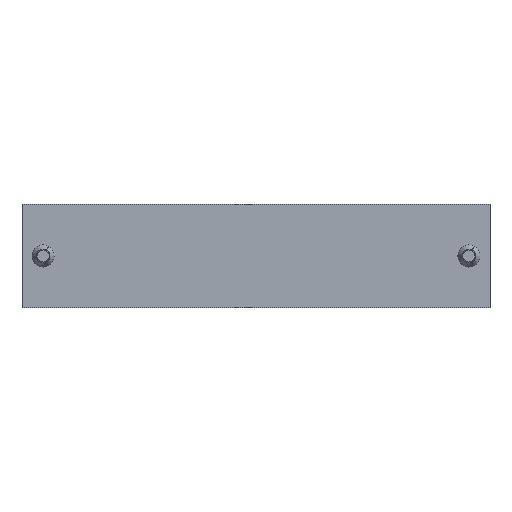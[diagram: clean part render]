
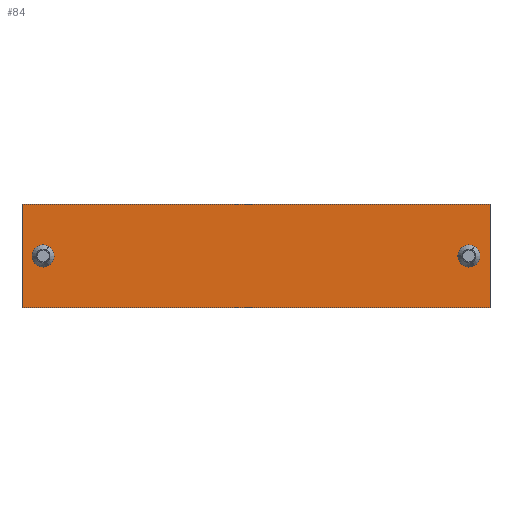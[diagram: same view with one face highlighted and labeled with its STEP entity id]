
A CAD part, front view. The second image highlights one B-rep face of the part: STEP entity #84.
In plain terms, the highlighted planar face has unit normal (0, -1, 0).
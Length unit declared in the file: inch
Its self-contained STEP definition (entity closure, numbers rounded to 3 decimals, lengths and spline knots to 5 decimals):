
#12 = CARTESIAN_POINT ( 'NONE',  ( -2.32, 0., -0.117 ) ) ;
#60 = FACE_BOUND ( 'NONE', #595, .T. ) ;
#84 = ADVANCED_FACE ( 'Face5', ( #515, #60, #1212 ), #758, .F. ) ;
#106 = CARTESIAN_POINT ( 'NONE',  ( -2.32, 0., 0. ) ) ;
#132 = EDGE_CURVE ( 'Edge11', #331, #1052, #389, .T. ) ;
#143 = CIRCLE ( 'NONE', #2033, 0.117 ) ;
#163 = ORIENTED_EDGE ( 'NONE', *, *, #132, .T. ) ;
#171 = VECTOR ( 'NONE', #2086, 39.37008 ) ;
#177 = VECTOR ( 'NONE', #865, 39.37008 ) ;
#211 = LINE ( 'NONE', #1388, #1208 ) ;
#215 = ORIENTED_EDGE ( 'NONE', *, *, #1900, .F. ) ;
#266 = CARTESIAN_POINT ( 'NONE',  ( -2.55, 0., 0.565 ) ) ;
#283 = VERTEX_POINT ( 'NONE', #1819 ) ;
#325 = CARTESIAN_POINT ( 'NONE',  ( -2.55, 0., 0.565 ) ) ;
#331 = VERTEX_POINT ( 'NONE', #801 ) ;
#339 = EDGE_CURVE ( 'Edge3', #1248, #283, #1163, .T. ) ;
#384 = CARTESIAN_POINT ( 'NONE',  ( 2.32, 0., -0.117 ) ) ;
#389 = CIRCLE ( 'NONE', #434, 0.117 ) ;
#390 = DIRECTION ( 'NONE',  ( 0., 0., 1. ) ) ;
#434 = AXIS2_PLACEMENT_3D ( 'NONE', #106, #1246, #605 ) ;
#515 = FACE_BOUND ( 'NONE', #1516, .T. ) ;
#558 = CARTESIAN_POINT ( 'NONE',  ( 2.55, 0., -0.565 ) ) ;
#580 = DIRECTION ( 'NONE',  ( 0., 1., 0. ) ) ;
#595 = EDGE_LOOP ( 'NONE', ( #1868, #1885 ) ) ;
#605 = DIRECTION ( 'NONE',  ( 0., 0., 1. ) ) ;
#730 = CARTESIAN_POINT ( 'NONE',  ( -2.32, 0., 0. ) ) ;
#758 = PLANE ( 'NONE',  #1298 ) ;
#785 = DIRECTION ( 'NONE',  ( 0., 0., 1. ) ) ;
#801 = CARTESIAN_POINT ( 'NONE',  ( -2.32, 0., 0.117 ) ) ;
#816 = EDGE_CURVE ( 'Edge9', #1196, #1616, #1203, .T. ) ;
#865 = DIRECTION ( 'NONE',  ( 0., 0., -1. ) ) ;
#871 = LINE ( 'NONE', #1737, #1779 ) ;
#928 = DIRECTION ( 'NONE',  ( 0., 0., 1. ) ) ;
#931 = AXIS2_PLACEMENT_3D ( 'NONE', #1291, #1803, #785 ) ;
#1052 = VERTEX_POINT ( 'NONE', #12 ) ;
#1068 = DIRECTION ( 'NONE',  ( 0., 1., 0. ) ) ;
#1163 = LINE ( 'NONE', #325, #171 ) ;
#1187 = EDGE_LOOP ( 'NONE', ( #215, #2044, #1544, #1662 ) ) ;
#1196 = VERTEX_POINT ( 'NONE', #384 ) ;
#1202 = DIRECTION ( 'NONE',  ( -1., 0., 0. ) ) ;
#1203 = CIRCLE ( 'NONE', #1257, 0.117 ) ;
#1208 = VECTOR ( 'NONE', #1202, 39.37008 ) ;
#1212 = FACE_OUTER_BOUND ( 'NONE', #1187, .T. ) ;
#1229 = EDGE_CURVE ( 'Edge6', #283, #1832, #1815, .T. ) ;
#1236 = CARTESIAN_POINT ( 'NONE',  ( 2.32, 0., 0. ) ) ;
#1246 = DIRECTION ( 'NONE',  ( 0., 1., 0. ) ) ;
#1248 = VERTEX_POINT ( 'NONE', #1411 ) ;
#1257 = AXIS2_PLACEMENT_3D ( 'NONE', #1236, #1068, #1399 ) ;
#1279 = CARTESIAN_POINT ( 'NONE',  ( -2.55, 0., -0.565 ) ) ;
#1284 = EDGE_CURVE ( 'Edge11', #1052, #331, #143, .T. ) ;
#1291 = CARTESIAN_POINT ( 'NONE',  ( 2.32, 0., 0. ) ) ;
#1298 = AXIS2_PLACEMENT_3D ( 'NONE', #266, #580, #928 ) ;
#1388 = CARTESIAN_POINT ( 'NONE',  ( -2.55, 0., -0.565 ) ) ;
#1399 = DIRECTION ( 'NONE',  ( 0., 0., 1. ) ) ;
#1407 = CARTESIAN_POINT ( 'NONE',  ( 2.55, 0., -0.565 ) ) ;
#1411 = CARTESIAN_POINT ( 'NONE',  ( -2.55, 0., 0.565 ) ) ;
#1516 = EDGE_LOOP ( 'NONE', ( #163, #1631 ) ) ;
#1523 = EDGE_CURVE ( 'Edge9', #1616, #1196, #2012, .T. ) ;
#1544 = ORIENTED_EDGE ( 'NONE', *, *, #1229, .F. ) ;
#1616 = VERTEX_POINT ( 'NONE', #1690 ) ;
#1631 = ORIENTED_EDGE ( 'NONE', *, *, #1284, .T. ) ;
#1662 = ORIENTED_EDGE ( 'NONE', *, *, #339, .F. ) ;
#1690 = CARTESIAN_POINT ( 'NONE',  ( 2.32, 0., 0.117 ) ) ;
#1737 = CARTESIAN_POINT ( 'NONE',  ( -2.55, 0., -0.565 ) ) ;
#1772 = DIRECTION ( 'NONE',  ( 0., 0., 1. ) ) ;
#1779 = VECTOR ( 'NONE', #390, 39.37008 ) ;
#1798 = EDGE_CURVE ( 'Edge8', #1832, #2018, #211, .T. ) ;
#1803 = DIRECTION ( 'NONE',  ( 0., 1., 0. ) ) ;
#1815 = LINE ( 'NONE', #558, #177 ) ;
#1819 = CARTESIAN_POINT ( 'NONE',  ( 2.55, 0., 0.565 ) ) ;
#1832 = VERTEX_POINT ( 'NONE', #1407 ) ;
#1868 = ORIENTED_EDGE ( 'NONE', *, *, #1523, .T. ) ;
#1885 = ORIENTED_EDGE ( 'NONE', *, *, #816, .T. ) ;
#1900 = EDGE_CURVE ( 'Edge10', #2018, #1248, #871, .T. ) ;
#1920 = DIRECTION ( 'NONE',  ( 0., 1., 0. ) ) ;
#2012 = CIRCLE ( 'NONE', #931, 0.117 ) ;
#2018 = VERTEX_POINT ( 'NONE', #1279 ) ;
#2033 = AXIS2_PLACEMENT_3D ( 'NONE', #730, #1920, #1772 ) ;
#2044 = ORIENTED_EDGE ( 'NONE', *, *, #1798, .F. ) ;
#2086 = DIRECTION ( 'NONE',  ( 1., 0., 0. ) ) ;
